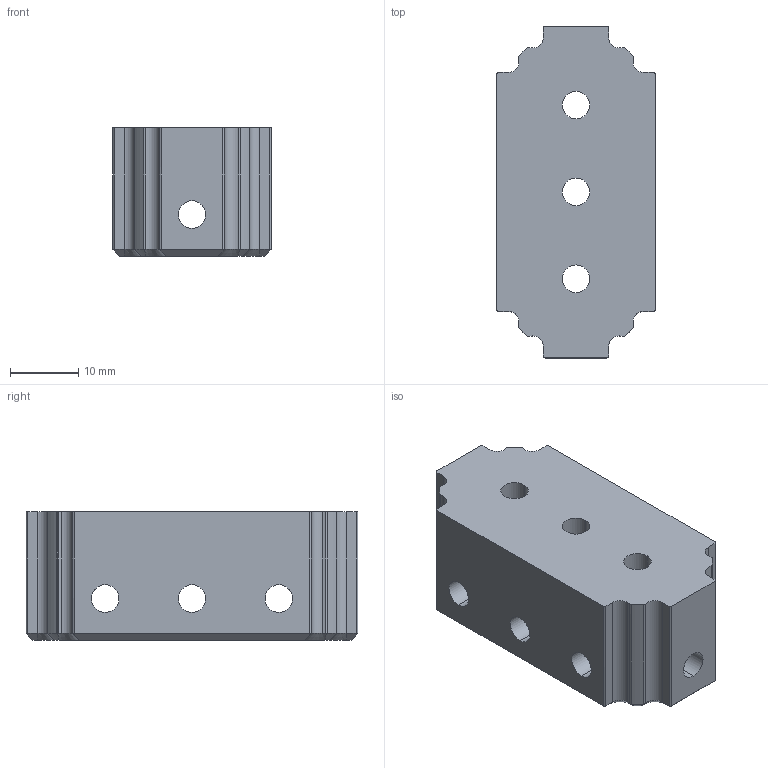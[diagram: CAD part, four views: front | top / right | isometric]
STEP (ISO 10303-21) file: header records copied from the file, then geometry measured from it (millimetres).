
FILE_DESCRIPTION (( 'STEP AP203' ), '1' );
FILE_NAME ('REV-21-2711.STEP', '2022-10-07T19:11:43', ( '' ), ( '' ), 'SwSTEP 2.0', 'SolidWorks 2022', '' );
FILE_SCHEMA (( 'CONFIG_CONTROL_DESIGN' ));
Length unit declared in the file: inch
Products named in the file (1): REV-21-2711
Bounding box: 23.11 x 48.51 x 18.8 mm (x, y, z)
Volume: 11496.1 mm3; surface area: 6118.4 mm2
Topology: 1 solids, 1 shells, 99 faces, 284 edges, 184 vertices
Faces by surface type: cylinder 56, plane 29, cone 14
Entity records: 3605 total; most frequent: CARTESIAN_POINT 914, ORIENTED_EDGE 568, DIRECTION 536, EDGE_CURVE 284, AXIS2_PLACEMENT_3D 202, VERTEX_POINT 184, VECTOR 132, LINE 132
